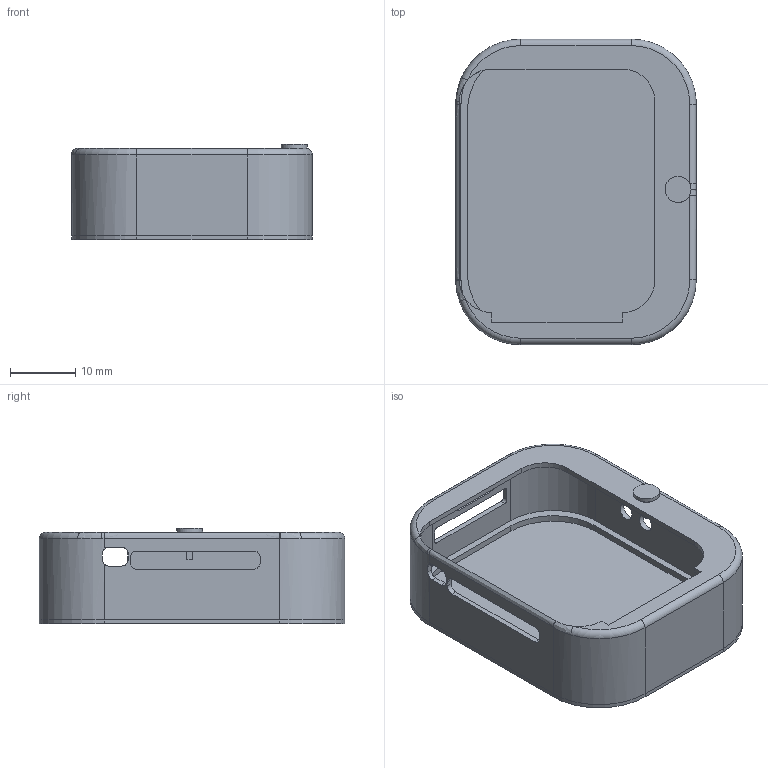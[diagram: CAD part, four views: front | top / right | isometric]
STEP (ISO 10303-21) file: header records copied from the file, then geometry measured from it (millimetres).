
FILE_DESCRIPTION(('FreeCAD Model'),'2;1');
FILE_NAME('Open CASCADE Shape Model','2025-11-28T19:23:49',(''),(''), 'Open CASCADE STEP processor 7.8','FreeCAD','Unknown');
FILE_SCHEMA(('AUTOMOTIVE_DESIGN { 1 0 10303 214 1 1 1 1 }'));
Length unit declared in the file: millimetre
Products named in the file (4): assem_with_encoder; CaseBot; CaseTop; encoder_knob_espip-boy_001
Assembly tree (3 placements, depth 2):
  assem_with_encoder
    CaseBot
    CaseTop
    encoder_knob_espip-boy_001
Bounding box: 37 x 47 x 14.67 mm (x, y, z)
Volume: 2900.1 mm3; surface area: 8464.7 mm2
Topology: 3 solids, 3 shells, 127 faces, 353 edges, 228 vertices
Faces by surface type: plane 63, cylinder 53, bspline 7, torus 4
Full cylindrical faces by diameter (mm): 2 x1, 2.6 x2, 4 x2
Entity records: 4391 total; most frequent: CARTESIAN_POINT 1007, ORIENTED_EDGE 706, DIRECTION 686, EDGE_CURVE 353, AXIS2_PLACEMENT_3D 238, VERTEX_POINT 229, LINE 210, VECTOR 210
